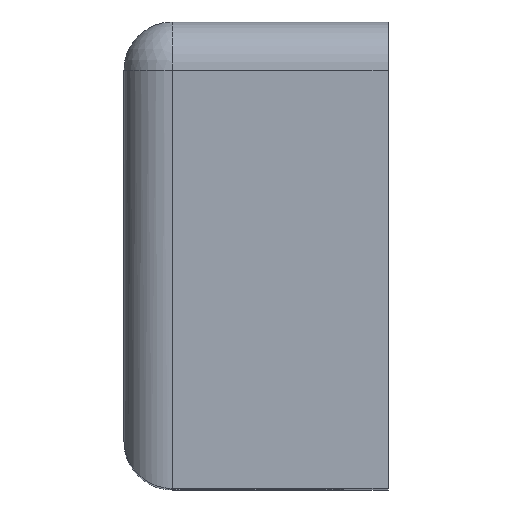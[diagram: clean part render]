
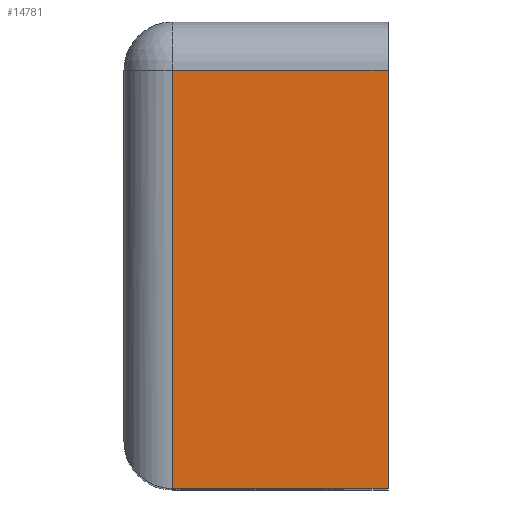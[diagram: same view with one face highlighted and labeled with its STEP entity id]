
A CAD part, top view. The second image highlights one B-rep face of the part: STEP entity #14781.
In plain terms, the highlighted planar face has unit normal (0, 0, 1).
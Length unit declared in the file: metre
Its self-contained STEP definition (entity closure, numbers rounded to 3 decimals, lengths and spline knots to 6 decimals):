
#1834=ORIENTED_EDGE('',*,*,#6353,.T.);
#1835=ORIENTED_EDGE('',*,*,#6379,.T.);
#1836=ORIENTED_EDGE('',*,*,#6380,.T.);
#1837=ORIENTED_EDGE('',*,*,#6359,.T.);
#6353=EDGE_CURVE('',#8629,#8628,#9838,.T.);
#6359=EDGE_CURVE('',#8634,#8629,#9842,.T.);
#6379=EDGE_CURVE('',#8628,#8649,#9853,.F.);
#6380=EDGE_CURVE('',#8649,#8634,#9854,.F.);
#8628=VERTEX_POINT('',#23182);
#8629=VERTEX_POINT('',#23184);
#8634=VERTEX_POINT('',#23196);
#8649=VERTEX_POINT('',#23233);
#9838=LINE('',#23183,#11368);
#9842=LINE('',#23195,#11372);
#9853=LINE('',#23232,#11383);
#9854=LINE('',#23234,#11384);
#11368=VECTOR('',#18163,1.);
#11372=VECTOR('',#18173,1.);
#11383=VECTOR('',#18206,1.);
#11384=VECTOR('',#18207,1.);
#12597=EDGE_LOOP('',(#1834,#1835,#1836,#1837));
#13491=FACE_BOUND('',#12597,.T.);
#14335=PLANE('',#15934);
#14781=ADVANCED_FACE('',(#13491),#14335,.T.);
#15934=AXIS2_PLACEMENT_3D('',#23231,#18204,#18205);
#18163=DIRECTION('',(0.,1.,0.));
#18173=DIRECTION('',(1.,0.,0.));
#18204=DIRECTION('',(0.,0.,1.));
#18205=DIRECTION('',(1.,0.,0.));
#18206=DIRECTION('',(1.,0.,0.));
#18207=DIRECTION('',(0.,1.,0.));
#23182=CARTESIAN_POINT('',(0.06,-0.011,0.197));
#23183=CARTESIAN_POINT('',(0.06,-0.106,0.197));
#23184=CARTESIAN_POINT('',(0.06,-0.106,0.197));
#23195=CARTESIAN_POINT('',(0.03,-0.106,0.197));
#23196=CARTESIAN_POINT('',(0.011,-0.106,0.197));
#23231=CARTESIAN_POINT('',(0.03,-0.106,0.197));
#23232=CARTESIAN_POINT('',(0.,-0.011,0.197));
#23233=CARTESIAN_POINT('',(0.011,-0.011,0.197));
#23234=CARTESIAN_POINT('',(0.011,-0.106,0.197));
